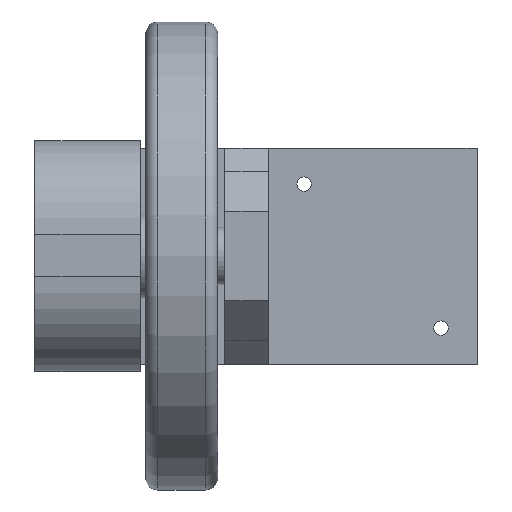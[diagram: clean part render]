
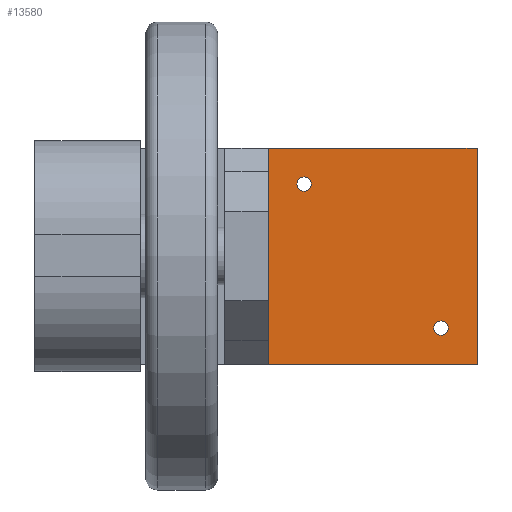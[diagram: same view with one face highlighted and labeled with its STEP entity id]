
A CAD part, top view. The second image highlights one B-rep face of the part: STEP entity #13580.
In plain terms, the highlighted planar face has unit normal (0, 0, 1).
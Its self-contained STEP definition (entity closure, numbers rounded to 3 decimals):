
#316=FACE_BOUND('',#5245,.T.);
#317=FACE_BOUND('',#5246,.T.);
#660=PLANE('',#14743);
#1751=LINE('',#21616,#3215);
#1777=LINE('',#21681,#3241);
#1793=LINE('',#21716,#3257);
#1811=LINE('',#21862,#3275);
#3215=VECTOR('',#17559,10.);
#3241=VECTOR('',#17615,10.);
#3257=VECTOR('',#17643,10.);
#3275=VECTOR('',#17733,10.);
#4459=FACE_OUTER_BOUND('',#5244,.T.);
#5244=EDGE_LOOP('',(#11845,#11846,#11847,#11848));
#5245=EDGE_LOOP('',(#11849));
#5246=EDGE_LOOP('',(#11850));
#5805=CIRCLE('',#14737,2.);
#5806=CIRCLE('',#14739,2.);
#6703=VERTEX_POINT('',#21613);
#6704=VERTEX_POINT('',#21615);
#6728=VERTEX_POINT('',#21680);
#6741=VERTEX_POINT('',#21714);
#6756=VERTEX_POINT('',#21850);
#6757=VERTEX_POINT('',#21854);
#8438=EDGE_CURVE('',#6703,#6704,#1751,.T.);
#8470=EDGE_CURVE('',#6728,#6704,#1777,.T.);
#8489=EDGE_CURVE('',#6741,#6703,#1793,.T.);
#8516=EDGE_CURVE('',#6756,#6756,#5805,.T.);
#8518=EDGE_CURVE('',#6757,#6757,#5806,.T.);
#8522=EDGE_CURVE('',#6728,#6741,#1811,.T.);
#11845=ORIENTED_EDGE('',*,*,#8470,.T.);
#11846=ORIENTED_EDGE('',*,*,#8438,.F.);
#11847=ORIENTED_EDGE('',*,*,#8489,.F.);
#11848=ORIENTED_EDGE('',*,*,#8522,.F.);
#11849=ORIENTED_EDGE('',*,*,#8516,.T.);
#11850=ORIENTED_EDGE('',*,*,#8518,.T.);
#13580=ADVANCED_FACE('',(#4459,#316,#317),#660,.T.);
#14737=AXIS2_PLACEMENT_3D('',#21851,#17717,#17718);
#14739=AXIS2_PLACEMENT_3D('',#21855,#17722,#17723);
#14743=AXIS2_PLACEMENT_3D('',#21863,#17734,#17735);
#17559=DIRECTION('',(0.,1.,0.));
#17615=DIRECTION('',(-1.,0.,0.));
#17643=DIRECTION('',(-1.,0.,0.));
#17717=DIRECTION('center_axis',(0.,0.,
-1.));
#17718=DIRECTION('ref_axis',(1.,0.,0.));
#17722=DIRECTION('center_axis',(0.,0.,
-1.));
#17723=DIRECTION('ref_axis',(1.,0.,0.));
#17733=DIRECTION('',(0.,-1.,0.));
#17734=DIRECTION('center_axis',(0.,0.,
1.));
#17735=DIRECTION('ref_axis',(-1.,0.,0.));
#21613=CARTESIAN_POINT('',(-89.92,-77.559,-11.804));
#21615=CARTESIAN_POINT('',(-89.92,-17.559,-11.804));
#21616=CARTESIAN_POINT('',(-89.92,-37.559,-11.804));
#21680=CARTESIAN_POINT('',(-31.885,-17.559,-11.804));
#21681=CARTESIAN_POINT('',(-52.,-17.559,-11.804));
#21714=CARTESIAN_POINT('',(-31.885,-77.559,-11.804));
#21716=CARTESIAN_POINT('',(-52.,-77.559,-11.804));
#21850=CARTESIAN_POINT('',(-81.92,-27.559,-11.804));
#21851=CARTESIAN_POINT('Origin',(-79.92,-27.559,-11.804));
#21854=CARTESIAN_POINT('',(-43.885,-67.559,-11.804));
#21855=CARTESIAN_POINT('Origin',(-41.885,-67.559,-11.804));
#21862=CARTESIAN_POINT('',(-31.885,-27.559,-11.804));
#21863=CARTESIAN_POINT('Origin',(-52.,-27.559,-11.804));
